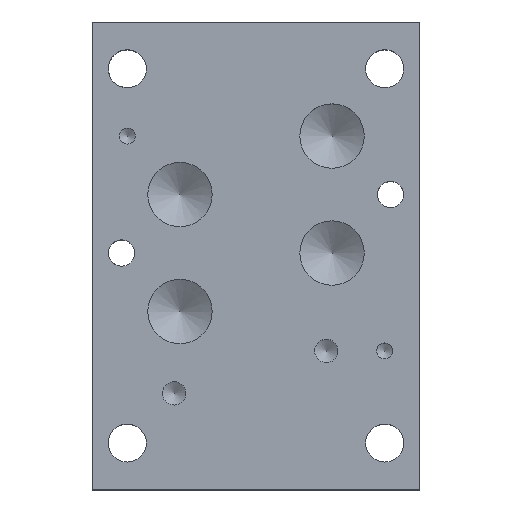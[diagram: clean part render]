
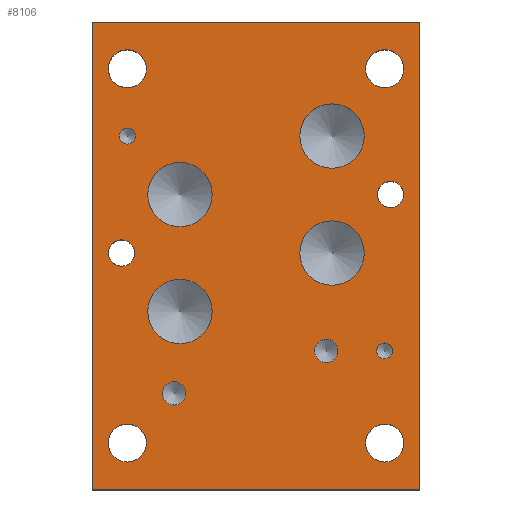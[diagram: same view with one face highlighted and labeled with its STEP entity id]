
A CAD part, top view. The second image highlights one B-rep face of the part: STEP entity #8106.
In plain terms, the highlighted planar face has unit normal (0, 0, 1).
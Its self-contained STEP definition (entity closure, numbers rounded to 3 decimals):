
#109=CIRCLE('',#8499,3.569);
#111=CIRCLE('',#8502,3.569);
#112=CIRCLE('',#8504,2.172);
#113=CIRCLE('',#8505,2.172);
#114=CIRCLE('',#8506,8.738);
#115=CIRCLE('',#8507,8.738);
#116=CIRCLE('',#8508,8.738);
#117=CIRCLE('',#8509,8.738);
#118=CIRCLE('',#8510,3.175);
#119=CIRCLE('',#8511,3.175);
#120=CIRCLE('',#8512,3.569);
#121=CIRCLE('',#8513,3.569);
#122=CIRCLE('',#8514,5.156);
#123=CIRCLE('',#8515,5.156);
#124=CIRCLE('',#8516,5.156);
#125=CIRCLE('',#8517,5.156);
#126=CIRCLE('',#8518,5.156);
#202=FACE_BOUND('',#1361,.T.);
#203=FACE_BOUND('',#1362,.T.);
#204=FACE_BOUND('',#1363,.T.);
#205=FACE_BOUND('',#1364,.T.);
#206=FACE_BOUND('',#1365,.T.);
#207=FACE_BOUND('',#1366,.T.);
#208=FACE_BOUND('',#1367,.T.);
#209=FACE_BOUND('',#1368,.T.);
#210=FACE_BOUND('',#1369,.T.);
#211=FACE_BOUND('',#1370,.T.);
#212=FACE_BOUND('',#1371,.T.);
#213=FACE_BOUND('',#1372,.T.);
#214=FACE_BOUND('',#1373,.T.);
#215=FACE_BOUND('',#1374,.T.);
#506=PLANE('',#8503);
#892=FACE_OUTER_BOUND('',#1360,.T.);
#1360=EDGE_LOOP('',(#7101,#7102,#7103,#7104));
#1361=EDGE_LOOP('',(#7105));
#1362=EDGE_LOOP('',(#7106));
#1363=EDGE_LOOP('',(#7107));
#1364=EDGE_LOOP('',(#7108));
#1365=EDGE_LOOP('',(#7109));
#1366=EDGE_LOOP('',(#7110));
#1367=EDGE_LOOP('',(#7111));
#1368=EDGE_LOOP('',(#7112));
#1369=EDGE_LOOP('',(#7113,#7114));
#1370=EDGE_LOOP('',(#7115,#7116));
#1371=EDGE_LOOP('',(#7117));
#1372=EDGE_LOOP('',(#7118));
#1373=EDGE_LOOP('',(#7119));
#1374=EDGE_LOOP('',(#7120,#7121));
#1764=LINE('',#11943,#2610);
#2178=LINE('',#12925,#3024);
#2224=LINE('',#13259,#3070);
#2254=LINE('',#13443,#3100);
#2610=VECTOR('',#9117,10.);
#3024=VECTOR('',#9839,10.);
#3070=VECTOR('',#9911,10.);
#3100=VECTOR('',#10071,10.);
#3594=VERTEX_POINT('',#11940);
#3595=VERTEX_POINT('',#11942);
#3881=VERTEX_POINT('',#12923);
#3932=VERTEX_POINT('',#13258);
#3973=VERTEX_POINT('',#13394);
#3974=VERTEX_POINT('',#13396);
#3979=VERTEX_POINT('',#13426);
#3980=VERTEX_POINT('',#13428);
#3982=VERTEX_POINT('',#13444);
#3983=VERTEX_POINT('',#13446);
#3984=VERTEX_POINT('',#13448);
#3985=VERTEX_POINT('',#13450);
#3986=VERTEX_POINT('',#13452);
#3987=VERTEX_POINT('',#13454);
#3988=VERTEX_POINT('',#13456);
#3989=VERTEX_POINT('',#13458);
#3990=VERTEX_POINT('',#13462);
#3991=VERTEX_POINT('',#13464);
#3992=VERTEX_POINT('',#13466);
#3993=VERTEX_POINT('',#13468);
#3994=VERTEX_POINT('',#13469);
#4472=EDGE_CURVE('',#3595,#3594,#1764,.T.);
#4902=EDGE_CURVE('',#3594,#3881,#2178,.T.);
#4977=EDGE_CURVE('',#3932,#3595,#2224,.T.);
#5034=EDGE_CURVE('',#3974,#3973,#109,.T.);
#5041=EDGE_CURVE('',#3980,#3979,#111,.T.);
#5044=EDGE_CURVE('',#3881,#3932,#2254,.T.);
#5045=EDGE_CURVE('',#3982,#3982,#112,.T.);
#5046=EDGE_CURVE('',#3983,#3983,#113,.T.);
#5047=EDGE_CURVE('',#3984,#3984,#114,.T.);
#5048=EDGE_CURVE('',#3985,#3985,#115,.T.);
#5049=EDGE_CURVE('',#3986,#3986,#116,.T.);
#5050=EDGE_CURVE('',#3987,#3987,#117,.T.);
#5051=EDGE_CURVE('',#3988,#3988,#118,.T.);
#5052=EDGE_CURVE('',#3989,#3989,#119,.T.);
#5053=EDGE_CURVE('',#3979,#3980,#120,.T.);
#5054=EDGE_CURVE('',#3973,#3974,#121,.T.);
#5055=EDGE_CURVE('',#3990,#3990,#122,.T.);
#5056=EDGE_CURVE('',#3991,#3991,#123,.T.);
#5057=EDGE_CURVE('',#3992,#3992,#124,.T.);
#5058=EDGE_CURVE('',#3993,#3994,#125,.T.);
#5059=EDGE_CURVE('',#3994,#3993,#126,.T.);
#7101=ORIENTED_EDGE('',*,*,#4977,.T.);
#7102=ORIENTED_EDGE('',*,*,#4472,.T.);
#7103=ORIENTED_EDGE('',*,*,#4902,.T.);
#7104=ORIENTED_EDGE('',*,*,#5044,.T.);
#7105=ORIENTED_EDGE('',*,*,#5045,.T.);
#7106=ORIENTED_EDGE('',*,*,#5046,.T.);
#7107=ORIENTED_EDGE('',*,*,#5047,.T.);
#7108=ORIENTED_EDGE('',*,*,#5048,.T.);
#7109=ORIENTED_EDGE('',*,*,#5049,.T.);
#7110=ORIENTED_EDGE('',*,*,#5050,.T.);
#7111=ORIENTED_EDGE('',*,*,#5051,.T.);
#7112=ORIENTED_EDGE('',*,*,#5052,.T.);
#7113=ORIENTED_EDGE('',*,*,#5041,.T.);
#7114=ORIENTED_EDGE('',*,*,#5053,.T.);
#7115=ORIENTED_EDGE('',*,*,#5034,.T.);
#7116=ORIENTED_EDGE('',*,*,#5054,.T.);
#7117=ORIENTED_EDGE('',*,*,#5055,.T.);
#7118=ORIENTED_EDGE('',*,*,#5056,.T.);
#7119=ORIENTED_EDGE('',*,*,#5057,.T.);
#7120=ORIENTED_EDGE('',*,*,#5058,.T.);
#7121=ORIENTED_EDGE('',*,*,#5059,.T.);
#8106=ADVANCED_FACE('',(#892,#202,#203,#204,#205,#206,#207,#208,#209,#210,
#211,#212,#213,#214,#215),#506,.T.);
#8499=AXIS2_PLACEMENT_3D('',#13397,#10057,#10058);
#8502=AXIS2_PLACEMENT_3D('',#13429,#10066,#10067);
#8503=AXIS2_PLACEMENT_3D('',#13442,#10069,#10070);
#8504=AXIS2_PLACEMENT_3D('',#13445,#10072,#10073);
#8505=AXIS2_PLACEMENT_3D('',#13447,#10074,#10075);
#8506=AXIS2_PLACEMENT_3D('',#13449,#10076,#10077);
#8507=AXIS2_PLACEMENT_3D('',#13451,#10078,#10079);
#8508=AXIS2_PLACEMENT_3D('',#13453,#10080,#10081);
#8509=AXIS2_PLACEMENT_3D('',#13455,#10082,#10083);
#8510=AXIS2_PLACEMENT_3D('',#13457,#10084,#10085);
#8511=AXIS2_PLACEMENT_3D('',#13459,#10086,#10087);
#8512=AXIS2_PLACEMENT_3D('',#13460,#10088,#10089);
#8513=AXIS2_PLACEMENT_3D('',#13461,#10090,#10091);
#8514=AXIS2_PLACEMENT_3D('',#13463,#10092,#10093);
#8515=AXIS2_PLACEMENT_3D('',#13465,#10094,#10095);
#8516=AXIS2_PLACEMENT_3D('',#13467,#10096,#10097);
#8517=AXIS2_PLACEMENT_3D('',#13470,#10098,#10099);
#8518=AXIS2_PLACEMENT_3D('',#13471,#10100,#10101);
#9117=DIRECTION('',(0.,1.,0.));
#9839=DIRECTION('',(-1.,0.,0.));
#9911=DIRECTION('',(1.,0.,0.));
#10057=DIRECTION('center_axis',(0.,0.,-1.));
#10058=DIRECTION('ref_axis',(1.,0.,0.));
#10066=DIRECTION('center_axis',(0.,0.,-1.));
#10067=DIRECTION('ref_axis',(1.,0.,0.));
#10069=DIRECTION('center_axis',(0.,0.,1.));
#10070=DIRECTION('ref_axis',(1.,0.,0.));
#10071=DIRECTION('',(0.,-1.,0.));
#10072=DIRECTION('center_axis',(0.,0.,-1.));
#10073=DIRECTION('ref_axis',(1.,0.,0.));
#10074=DIRECTION('center_axis',(0.,0.,-1.));
#10075=DIRECTION('ref_axis',(1.,0.,0.));
#10076=DIRECTION('center_axis',(0.,0.,-1.));
#10077=DIRECTION('ref_axis',(1.,0.,0.));
#10078=DIRECTION('center_axis',(0.,0.,-1.));
#10079=DIRECTION('ref_axis',(1.,0.,0.));
#10080=DIRECTION('center_axis',(0.,0.,-1.));
#10081=DIRECTION('ref_axis',(1.,0.,0.));
#10082=DIRECTION('center_axis',(0.,0.,-1.));
#10083=DIRECTION('ref_axis',(1.,0.,0.));
#10084=DIRECTION('center_axis',(0.,0.,-1.));
#10085=DIRECTION('ref_axis',(1.,0.,0.));
#10086=DIRECTION('center_axis',(0.,0.,-1.));
#10087=DIRECTION('ref_axis',(1.,0.,0.));
#10088=DIRECTION('center_axis',(0.,0.,-1.));
#10089=DIRECTION('ref_axis',(1.,0.,0.));
#10090=DIRECTION('center_axis',(0.,0.,-1.));
#10091=DIRECTION('ref_axis',(1.,0.,0.));
#10092=DIRECTION('center_axis',(0.,0.,-1.));
#10093=DIRECTION('ref_axis',(1.,0.,0.));
#10094=DIRECTION('center_axis',(0.,0.,-1.));
#10095=DIRECTION('ref_axis',(1.,0.,0.));
#10096=DIRECTION('center_axis',(0.,0.,-1.));
#10097=DIRECTION('ref_axis',(1.,0.,0.));
#10098=DIRECTION('center_axis',(0.,0.,-1.));
#10099=DIRECTION('ref_axis',(1.,0.,0.));
#10100=DIRECTION('center_axis',(0.,0.,-1.));
#10101=DIRECTION('ref_axis',(1.,0.,0.));
#11940=CARTESIAN_POINT('',(88.9,127.,25.4));
#11942=CARTESIAN_POINT('',(88.9,0.,25.4));
#11943=CARTESIAN_POINT('',(88.9,0.,25.4));
#12923=CARTESIAN_POINT('',(0.,127.,25.4));
#12925=CARTESIAN_POINT('',(88.9,127.,25.4));
#13258=CARTESIAN_POINT('',(0.,0.,25.4));
#13259=CARTESIAN_POINT('',(0.,0.,25.4));
#13394=CARTESIAN_POINT('',(7.944,60.719,25.4));
#13396=CARTESIAN_POINT('',(7.944,67.856,25.4));
#13397=CARTESIAN_POINT('Origin',(7.95,64.287,25.4));
#13426=CARTESIAN_POINT('',(80.969,76.594,25.4));
#13428=CARTESIAN_POINT('',(80.969,83.731,25.4));
#13429=CARTESIAN_POINT('Origin',(80.975,80.162,25.4));
#13442=CARTESIAN_POINT('Origin',(44.45,63.5,25.4));
#13443=CARTESIAN_POINT('',(0.,127.,25.4));
#13444=CARTESIAN_POINT('',(77.191,37.694,25.4));
#13445=CARTESIAN_POINT('Origin',(79.362,37.694,25.4));
#13446=CARTESIAN_POINT('',(7.341,96.037,25.4));
#13447=CARTESIAN_POINT('Origin',(9.512,96.037,25.4));
#13448=CARTESIAN_POINT('',(15.075,48.412,25.4));
#13449=CARTESIAN_POINT('Origin',(23.813,48.412,25.4));
#13450=CARTESIAN_POINT('',(56.35,96.037,25.4));
#13451=CARTESIAN_POINT('Origin',(65.088,96.037,25.4));
#13452=CARTESIAN_POINT('',(56.35,64.287,25.4));
#13453=CARTESIAN_POINT('Origin',(65.088,64.287,25.4));
#13454=CARTESIAN_POINT('',(15.075,80.162,25.4));
#13455=CARTESIAN_POINT('Origin',(23.813,80.162,25.4));
#13456=CARTESIAN_POINT('',(19.037,26.187,25.4));
#13457=CARTESIAN_POINT('Origin',(22.212,26.187,25.4));
#13458=CARTESIAN_POINT('',(60.338,37.694,25.4));
#13459=CARTESIAN_POINT('Origin',(63.513,37.694,25.4));
#13460=CARTESIAN_POINT('Origin',(80.963,80.162,25.4));
#13461=CARTESIAN_POINT('Origin',(7.938,64.287,25.4));
#13462=CARTESIAN_POINT('',(74.219,114.3,25.4));
#13463=CARTESIAN_POINT('Origin',(79.375,114.3,25.4));
#13464=CARTESIAN_POINT('',(74.219,12.7,25.4));
#13465=CARTESIAN_POINT('Origin',(79.375,12.7,25.4));
#13466=CARTESIAN_POINT('',(4.369,12.7,25.4));
#13467=CARTESIAN_POINT('Origin',(9.525,12.7,25.4));
#13468=CARTESIAN_POINT('',(9.519,119.456,25.4));
#13469=CARTESIAN_POINT('',(9.519,109.144,25.4));
#13470=CARTESIAN_POINT('Origin',(9.525,114.3,25.4));
#13471=CARTESIAN_POINT('Origin',(9.512,114.3,25.4));
